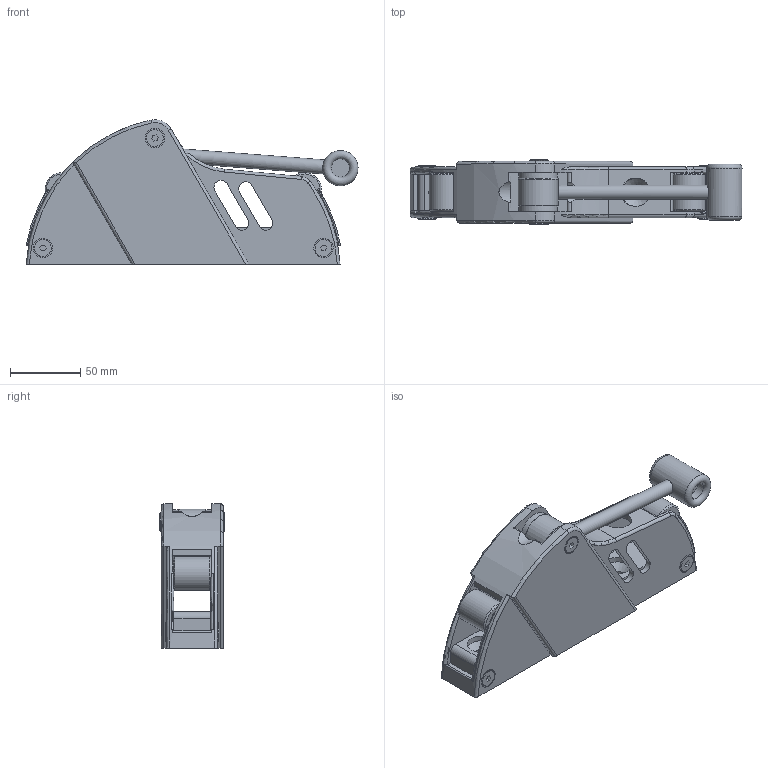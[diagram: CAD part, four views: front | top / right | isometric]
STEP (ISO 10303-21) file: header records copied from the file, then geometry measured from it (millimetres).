
FILE_DESCRIPTION(/* description */ (''),/* implementation_level */ '2;1');
FILE_NAME(/* name */ '508.114.stp',/* time_stamp */ '2016-10-21T14:09:09+02:00',/* author */ ('gianni'),/* organization */ (''),/* preprocessor_version */ 'ST-DEVELOPER v16.1',/* originating_system */ 'Autodesk Inventor 2016',/* authorisation */ '');
FILE_SCHEMA (('AUTOMOTIVE_DESIGN { 1 0 10303 214 3 1 1 }'));
Length unit declared in the file: millimetre
Products named in the file (1): 508.114
Bounding box: 235.55 x 45.66 x 102.5 mm (x, y, z)
Volume: 411826.1 mm3; surface area: 92134.4 mm2
Topology: 1 solids, 5 shells, 303 faces, 807 edges, 520 vertices
Faces by surface type: plane 156, cylinder 92, torus 28, cone 17, bspline 10
Full cylindrical faces by diameter (mm): 6 x2, 7 x2, 10 x1, 10.1 x2, 10.5 x2, 12 x6, 13 x2, 20 x2, 24 x2, 25 x1, 27.5 x2, 28.5 x1
Entity records: 9672 total; most frequent: CARTESIAN_POINT 2324, DIRECTION 1572, ORIENTED_EDGE 1458, EDGE_CURVE 729, AXIS2_PLACEMENT_3D 610, VERTEX_POINT 492, EDGE_LOOP 389, LINE 352
